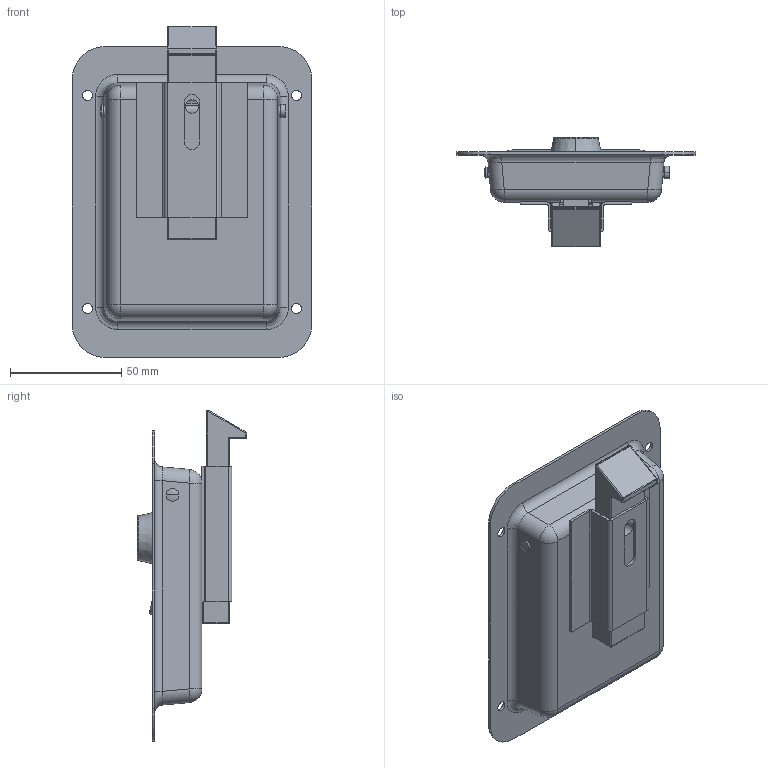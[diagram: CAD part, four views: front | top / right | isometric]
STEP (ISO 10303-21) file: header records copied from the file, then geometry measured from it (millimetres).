
FILE_DESCRIPTION (( 'STEP AP203' ), '1' );
FILE_NAME ('sone3D.STEP', '2015-07-09T01:58:02', ( '' ), ( '' ), 'SwSTEP 2.0', 'SolidWorks 2012', '' );
FILE_SCHEMA (( 'CONFIG_CONTROL_DESIGN' ));
Length unit declared in the file: millimetre
Products named in the file (13): sone3D; C-178-S__C-178-S; C-178-特殊ねじ_; C-178-S平座金_; A-1880N-1儔僢僠僈僀僪_; A-1880N-1ラッチ_; A-1880N-1僴僂僕儞僌_; C-178-S六角ナット_; C-178-S金具; C-178-S止金_; C-178-S本体__C-178-S本体; A-1880N-1儗僶乕幉_; A-1880N-1レバー_
Assembly tree (12 placements, depth 3):
  sone3D
    A-1880N-1僴僂僕儞僌_
    A-1880N-1ラッチ_
    A-1880N-1儔僢僠僈僀僪_
    A-1880N-1レバー_
    A-1880N-1儗僶乕幉_
    C-178-S__C-178-S
      C-178-S本体__C-178-S本体
      C-178-S止金_
      C-178-S金具
      C-178-S六角ナット_
      C-178-S平座金_
      C-178-特殊ねじ_
Bounding box: 108 x 49.2 x 149 mm (x, y, z)
Volume: 77122 mm3; surface area: 78238.7 mm2
Topology: 11 solids, 11 shells, 329 faces, 813 edges, 493 vertices
Faces by surface type: plane 146, cylinder 133, sphere 26, torus 10, bspline 8, cone 6
Entity records: 11348 total; most frequent: CARTESIAN_POINT 2269, DIRECTION 1659, ORIENTED_EDGE 1574, EDGE_CURVE 787, AXIS2_PLACEMENT_3D 605, VERTEX_POINT 489, LINE 449, VECTOR 449
